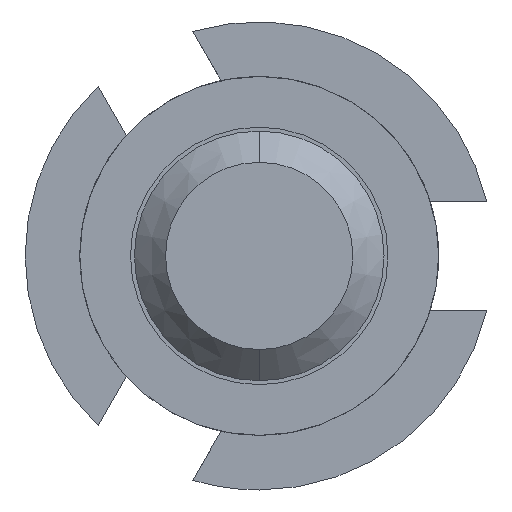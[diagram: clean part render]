
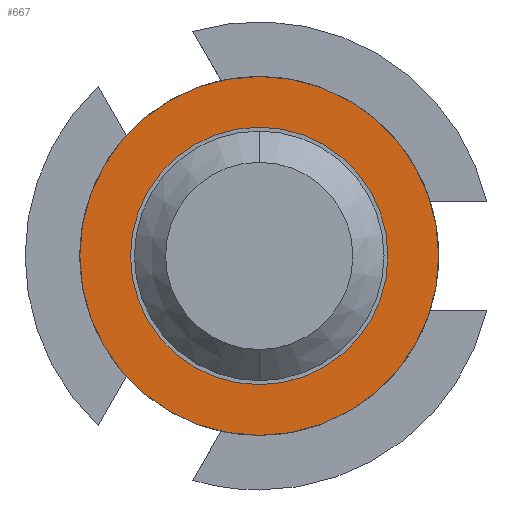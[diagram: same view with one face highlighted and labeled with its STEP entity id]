
A CAD part, front view. The second image highlights one B-rep face of the part: STEP entity #667.
In plain terms, the highlighted planar face has unit normal (0, -1, 0).
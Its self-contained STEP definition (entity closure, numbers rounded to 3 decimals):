
#160 = VERTEX_POINT ( 'NONE', #2963 ) ;
#245 = CARTESIAN_POINT ( 'NONE',  ( 0., -1.5, -1.15 ) ) ;
#354 = FACE_BOUND ( 'NONE', #2794, .T. ) ;
#457 = CIRCLE ( 'NONE', #1614, 1.15 ) ;
#557 = DIRECTION ( 'NONE',  ( 0., 0., 1. ) ) ;
#576 = VERTEX_POINT ( 'NONE', #245 ) ;
#598 = AXIS2_PLACEMENT_3D ( 'NONE', #1941, #4121, #557 ) ;
#667 = ADVANCED_FACE ( 'Defeature ausgef�hrt1_14', ( #723, #354 ), #2129, .F. ) ;
#723 = FACE_OUTER_BOUND ( 'NONE', #1106, .T. ) ;
#787 = CARTESIAN_POINT ( 'NONE',  ( 0., -1.5, 0. ) ) ;
#858 = ORIENTED_EDGE ( 'NONE', *, *, #3783, .T. ) ;
#951 = VERTEX_POINT ( 'NONE', #965 ) ;
#965 = CARTESIAN_POINT ( 'NONE',  ( 0., -1.5, 1.15 ) ) ;
#1106 = EDGE_LOOP ( 'NONE', ( #1423, #1877 ) ) ;
#1139 = EDGE_CURVE ( 'Defeature ausgef�hrt1_8+Defeature ausgef�hrt1_14+Defeature ausgef�hrt1_14+Defeature ausgef�hrt1_14', #576, #951, #457, .T. ) ;
#1403 = CIRCLE ( 'NONE', #2412, 0.825 ) ;
#1423 = ORIENTED_EDGE ( 'NONE', *, *, #3987, .F. ) ;
#1548 = CIRCLE ( 'NONE', #2867, 1.15 ) ;
#1614 = AXIS2_PLACEMENT_3D ( 'NONE', #2734, #4141, #2835 ) ;
#1676 = DIRECTION ( 'NONE',  ( 0., 0., 1. ) ) ;
#1877 = ORIENTED_EDGE ( 'NONE', *, *, #1139, .F. ) ;
#1941 = CARTESIAN_POINT ( 'NONE',  ( 0., -1.5, 0. ) ) ;
#2037 = CARTESIAN_POINT ( 'NONE',  ( 0., -1.5, 0. ) ) ;
#2061 = DIRECTION ( 'NONE',  ( 0., 1., 0. ) ) ;
#2125 = AXIS2_PLACEMENT_3D ( 'NONE', #4241, #2061, #3471 ) ;
#2129 = PLANE ( 'NONE',  #2125 ) ;
#2155 = DIRECTION ( 'NONE',  ( 0., 0., 1. ) ) ;
#2156 = VERTEX_POINT ( 'NONE', #3311 ) ;
#2412 = AXIS2_PLACEMENT_3D ( 'NONE', #2037, #3494, #1676 ) ;
#2734 = CARTESIAN_POINT ( 'NONE',  ( 0., -1.5, 0. ) ) ;
#2794 = EDGE_LOOP ( 'NONE', ( #4360, #858 ) ) ;
#2835 = DIRECTION ( 'NONE',  ( 0., 0., 1. ) ) ;
#2867 = AXIS2_PLACEMENT_3D ( 'NONE', #787, #4270, #2155 ) ;
#2963 = CARTESIAN_POINT ( 'NONE',  ( 0., -1.5, -0.825 ) ) ;
#3227 = CIRCLE ( 'NONE', #598, 0.825 ) ;
#3291 = EDGE_CURVE ( 'Defeature ausgef�hrt1_14+Defeature ausgef�hrt1_13+Defeature ausgef�hrt1_13+Defeature ausgef�hrt1_13', #2156, #160, #3227, .T. ) ;
#3311 = CARTESIAN_POINT ( 'NONE',  ( 0., -1.5, 0.825 ) ) ;
#3471 = DIRECTION ( 'NONE',  ( 0., 0., 1. ) ) ;
#3494 = DIRECTION ( 'NONE',  ( 0., 1., 0. ) ) ;
#3783 = EDGE_CURVE ( 'Defeature ausgef�hrt1_14+Defeature ausgef�hrt1_13+Defeature ausgef�hrt1_13+Defeature ausgef�hrt1_13', #160, #2156, #1403, .T. ) ;
#3987 = EDGE_CURVE ( 'Defeature ausgef�hrt1_8+Defeature ausgef�hrt1_14+Defeature ausgef�hrt1_14+Defeature ausgef�hrt1_14', #951, #576, #1548, .T. ) ;
#4121 = DIRECTION ( 'NONE',  ( 0., 1., 0. ) ) ;
#4141 = DIRECTION ( 'NONE',  ( 0., 1., 0. ) ) ;
#4241 = CARTESIAN_POINT ( 'NONE',  ( 0.825, -1.5, 0. ) ) ;
#4270 = DIRECTION ( 'NONE',  ( 0., 1., 0. ) ) ;
#4360 = ORIENTED_EDGE ( 'NONE', *, *, #3291, .T. ) ;
